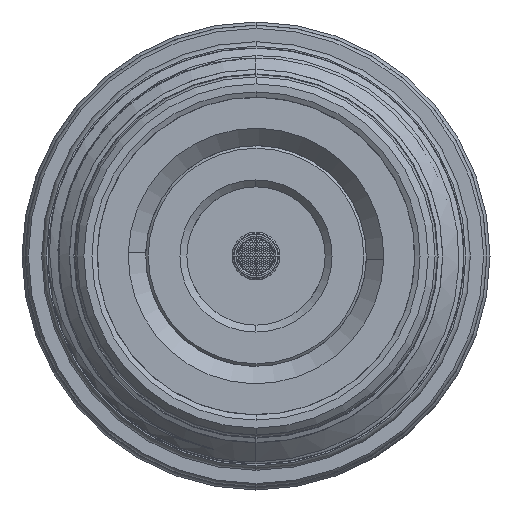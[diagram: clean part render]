
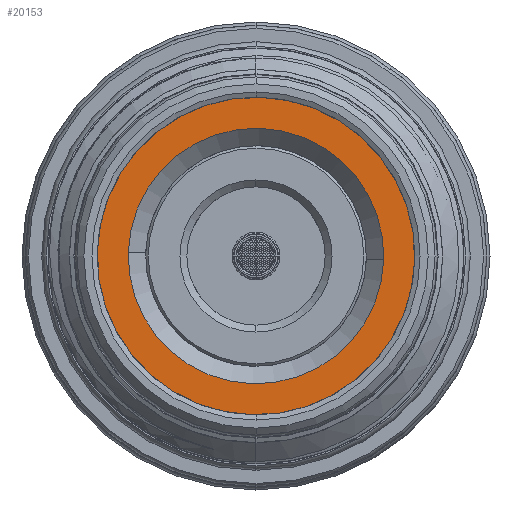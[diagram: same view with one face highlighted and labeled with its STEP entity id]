
A CAD part, left-side view. The second image highlights one B-rep face of the part: STEP entity #20153.
In plain terms, the highlighted planar face has unit normal (-1, 0, 0).
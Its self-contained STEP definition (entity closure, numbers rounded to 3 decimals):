
#1052 = ORIENTED_EDGE ( 'NONE', *, *, #43514, .F. ) ;
#2520 = VERTEX_POINT ( 'NONE', #11573 ) ;
#3019 = VERTEX_POINT ( 'NONE', #3090 ) ;
#3090 = CARTESIAN_POINT ( 'NONE',  ( -41.218, 14.694, 0.404 ) ) ;
#3151 = VERTEX_POINT ( 'NONE', #68906 ) ;
#4030 = AXIS2_PLACEMENT_3D ( 'NONE', #14877, #13962, #46451 ) ;
#4863 = CARTESIAN_POINT ( 'NONE',  ( -41.218, 0., 0. ) ) ;
#7710 = CIRCLE ( 'NONE', #22993, 18.26 ) ;
#9560 = DIRECTION ( 'NONE',  ( 0., -1., -0.028 ) ) ;
#9773 = DIRECTION ( 'NONE',  ( -1., 0., 0. ) ) ;
#9832 = CARTESIAN_POINT ( 'NONE',  ( -41.218, 0., 0. ) ) ;
#10784 = CARTESIAN_POINT ( 'NONE',  ( -41.218, -18.253, -0.502 ) ) ;
#11573 = CARTESIAN_POINT ( 'NONE',  ( -41.218, 18.253, 0.502 ) ) ;
#13962 = DIRECTION ( 'NONE',  ( 1., 0., 0. ) ) ;
#13970 = EDGE_LOOP ( 'NONE', ( #36266, #29572 ) ) ;
#14877 = CARTESIAN_POINT ( 'NONE',  ( -41.218, 0., 0. ) ) ;
#14911 = DIRECTION ( 'NONE',  ( 0., 1., 0.028 ) ) ;
#20153 = ADVANCED_FACE ( 'NONE', ( #48981, #26284 ), #50747, .F. ) ;
#22993 = AXIS2_PLACEMENT_3D ( 'NONE', #9832, #68486, #47008 ) ;
#25159 = DIRECTION ( 'NONE',  ( 1., 0., 0. ) ) ;
#26284 = FACE_BOUND ( 'NONE', #29316, .T. ) ;
#27664 = EDGE_CURVE ( 'NONE', #29721, #2520, #7710, .T. ) ;
#27960 = CIRCLE ( 'NONE', #46900, 14.7 ) ;
#29316 = EDGE_LOOP ( 'NONE', ( #67289, #1052 ) ) ;
#29572 = ORIENTED_EDGE ( 'NONE', *, *, #68470, .F. ) ;
#29721 = VERTEX_POINT ( 'NONE', #10784 ) ;
#32962 = CARTESIAN_POINT ( 'NONE',  ( -41.218, 0., 0. ) ) ;
#36266 = ORIENTED_EDGE ( 'NONE', *, *, #27664, .F. ) ;
#38332 = DIRECTION ( 'NONE',  ( -1., 0., 0. ) ) ;
#38997 = AXIS2_PLACEMENT_3D ( 'NONE', #57252, #25159, #9560 ) ;
#43514 = EDGE_CURVE ( 'NONE', #3151, #3019, #27960, .T. ) ;
#43730 = DIRECTION ( 'NONE',  ( 0., 1., 0.028 ) ) ;
#44123 = EDGE_CURVE ( 'NONE', #3019, #3151, #57375, .T. ) ;
#46451 = DIRECTION ( 'NONE',  ( 0., -1., -0.028 ) ) ;
#46900 = AXIS2_PLACEMENT_3D ( 'NONE', #4863, #9773, #14911 ) ;
#47008 = DIRECTION ( 'NONE',  ( 0., -1., -0.028 ) ) ;
#48981 = FACE_OUTER_BOUND ( 'NONE', #13970, .T. ) ;
#50747 = PLANE ( 'NONE',  #38997 ) ;
#57252 = CARTESIAN_POINT ( 'NONE',  ( -41.218, 0., 0. ) ) ;
#57375 = CIRCLE ( 'NONE', #62568, 14.7 ) ;
#58010 = CIRCLE ( 'NONE', #4030, 18.26 ) ;
#62568 = AXIS2_PLACEMENT_3D ( 'NONE', #32962, #38332, #43730 ) ;
#67289 = ORIENTED_EDGE ( 'NONE', *, *, #44123, .F. ) ;
#68470 = EDGE_CURVE ( 'NONE', #2520, #29721, #58010, .T. ) ;
#68486 = DIRECTION ( 'NONE',  ( 1., 0., 0. ) ) ;
#68906 = CARTESIAN_POINT ( 'NONE',  ( -41.218, -14.694, -0.404 ) ) ;
